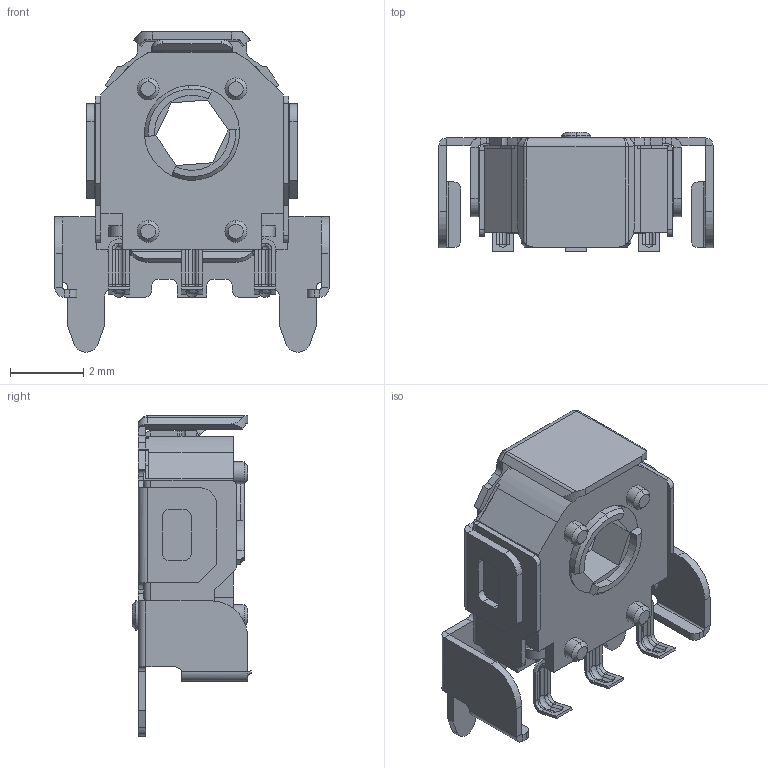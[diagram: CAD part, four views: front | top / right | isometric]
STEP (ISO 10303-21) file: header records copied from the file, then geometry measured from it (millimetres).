
FILE_DESCRIPTION(('FreeCAD Model'),'2;1');
FILE_NAME('EC05E1220202.step','2018-09-26T20:42:47',( 'kicad StepUp'),('ksu MCAD'),'Open CASCADE STEP processor 7.2', 'FreeCAD','Unknown');
FILE_SCHEMA(('AUTOMOTIVE_DESIGN { 1 0 10303 214 1 1 1 1 }'));
Length unit declared in the file: millimetre
Products named in the file (1): EC05E1220202
Bounding box: 7.5 x 3.27 x 8.76 mm (x, y, z)
Volume: 70.9 mm3; surface area: 242.4 mm2
Topology: 1 solids, 1 shells, 559 faces, 1457 edges, 899 vertices
Faces by surface type: plane 262, cylinder 206, bspline 67, cone 18, revolution 4, torus 2
Entity records: 22094 total; most frequent: CARTESIAN_POINT 4731, ORIENTED_EDGE 2890, DIRECTION 2747, EDGE_CURVE 1445, AXIS2_PLACEMENT_3D 953, VERTEX_POINT 899, LINE 837, VECTOR 837
